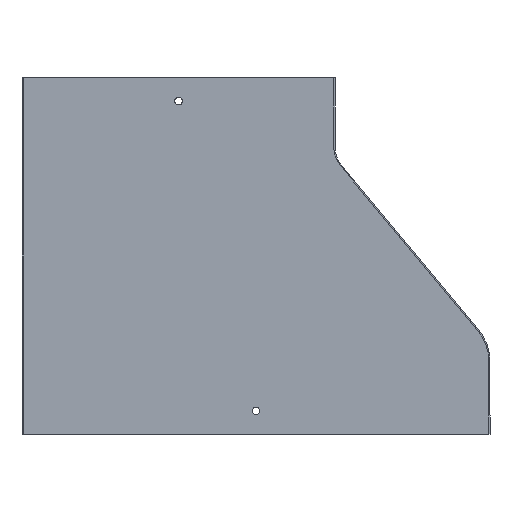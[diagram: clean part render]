
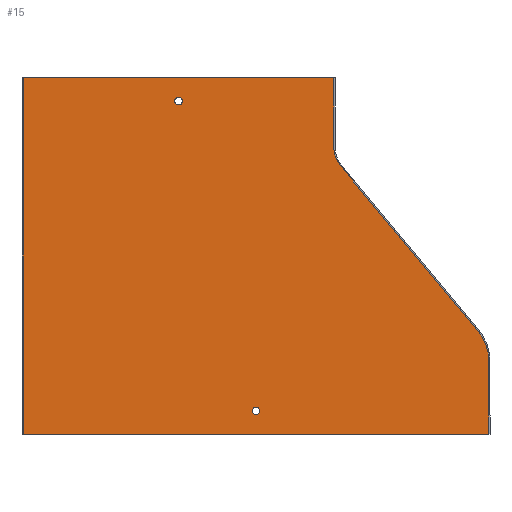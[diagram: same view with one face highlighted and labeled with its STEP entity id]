
A CAD part, front view. The second image highlights one B-rep face of the part: STEP entity #15.
In plain terms, the highlighted planar face has unit normal (0, -1, 0).
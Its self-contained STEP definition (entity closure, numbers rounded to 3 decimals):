
#15 = ADVANCED_FACE ( 'NONE', ( #576, #573, #579 ), #380, .F. ) ;
#55 = DIRECTION ( 'NONE',  ( 0., 0., 1. ) ) ;
#86 = DIRECTION ( 'NONE',  ( 1., 0., 0. ) ) ;
#89 = CARTESIAN_POINT ( 'NONE',  ( 302., 0., -230. ) ) ;
#94 = VERTEX_POINT ( 'NONE', #539 ) ;
#102 = CIRCLE ( 'NONE', #161, 2.5 ) ;
#103 = CIRCLE ( 'NONE', #160, 18.8 ) ;
#112 = VERTEX_POINT ( 'NONE', #525 ) ;
#122 = EDGE_CURVE ( 'NONE', #628, #626, #592, .T. ) ;
#134 = EDGE_CURVE ( 'NONE', #631, #627, #312, .T. ) ;
#135 = EDGE_CURVE ( 'NONE', #112, #112, #315, .T. ) ;
#136 = EDGE_CURVE ( 'NONE', #625, #630, #320, .T. ) ;
#138 = EDGE_CURVE ( 'NONE', #625, #632, #319, .T. ) ;
#139 = EDGE_CURVE ( 'NONE', #629, #631, #337, .T. ) ;
#160 = AXIS2_PLACEMENT_3D ( 'NONE', #493, #494, #495 ) ;
#161 = AXIS2_PLACEMENT_3D ( 'NONE', #485, #486, #487 ) ;
#165 = AXIS2_PLACEMENT_3D ( 'NONE', #350, #351, #55 ) ;
#166 = AXIS2_PLACEMENT_3D ( 'NONE', #183, #180, #182 ) ;
#174 = AXIS2_PLACEMENT_3D ( 'NONE', #357, #398, #378 ) ;
#180 = DIRECTION ( 'NONE',  ( 0., 1., 0. ) ) ;
#182 = DIRECTION ( 'NONE',  ( 0., 0., 1. ) ) ;
#183 = CARTESIAN_POINT ( 'NONE',  ( 270., 0., -182.965 ) ) ;
#202 = EDGE_CURVE ( 'NONE', #628, #630, #328, .T. ) ;
#203 = EDGE_CURVE ( 'NONE', #627, #626, #307, .T. ) ;
#260 = ORIENTED_EDGE ( 'NONE', *, *, #135, .F. ) ;
#261 = ORIENTED_EDGE ( 'NONE', *, *, #136, .T. ) ;
#262 = ORIENTED_EDGE ( 'NONE', *, *, #138, .F. ) ;
#263 = ORIENTED_EDGE ( 'NONE', *, *, #435, .F. ) ;
#264 = ORIENTED_EDGE ( 'NONE', *, *, #139, .F. ) ;
#265 = ORIENTED_EDGE ( 'NONE', *, *, #134, .F. ) ;
#266 = ORIENTED_EDGE ( 'NONE', *, *, #203, .F. ) ;
#267 = ORIENTED_EDGE ( 'NONE', *, *, #122, .T. ) ;
#268 = ORIENTED_EDGE ( 'NONE', *, *, #202, .F. ) ;
#269 = ORIENTED_EDGE ( 'NONE', *, *, #432, .F. ) ;
#289 = VECTOR ( 'NONE', #438, 1000. ) ;
#303 = VECTOR ( 'NONE', #454, 1000. ) ;
#305 = VECTOR ( 'NONE', #452, 1000. ) ;
#307 = LINE ( 'NONE', #446, #303 ) ;
#312 = CIRCLE ( 'NONE', #166, 31.2 ) ;
#315 = CIRCLE ( 'NONE', #165, 2.5 ) ;
#318 = VECTOR ( 'NONE', #702, 1000. ) ;
#319 = LINE ( 'NONE', #349, #289 ) ;
#320 = LINE ( 'NONE', #344, #318 ) ;
#323 = VECTOR ( 'NONE', #440, 1000. ) ;
#328 = LINE ( 'NONE', #441, #305 ) ;
#337 = LINE ( 'NONE', #439, #323 ) ;
#344 = CARTESIAN_POINT ( 'NONE',  ( 202., 0., 0. ) ) ;
#349 = CARTESIAN_POINT ( 'NONE',  ( 201.2, 0., -44.863 ) ) ;
#350 = CARTESIAN_POINT ( 'NONE',  ( 151., 0., -215. ) ) ;
#351 = DIRECTION ( 'NONE',  ( 0., -1., 0. ) ) ;
#357 = CARTESIAN_POINT ( 'NONE',  ( 220., 0., -44.863 ) ) ;
#378 = DIRECTION ( 'NONE',  ( 0., 0., 1. ) ) ;
#380 = PLANE ( 'NONE',  #174 ) ;
#398 = DIRECTION ( 'NONE',  ( 0., 1., 0. ) ) ;
#432 = EDGE_CURVE ( 'NONE', #94, #94, #102, .T. ) ;
#435 = EDGE_CURVE ( 'NONE', #632, #629, #103, .T. ) ;
#438 = DIRECTION ( 'NONE',  ( 0., 0., -1. ) ) ;
#439 = CARTESIAN_POINT ( 'NONE',  ( 205.557, 0., -56.898 ) ) ;
#440 = DIRECTION ( 'NONE',  ( 0.64, 0., -0.768 ) ) ;
#441 = CARTESIAN_POINT ( 'NONE',  ( 0.8, 0., -44.863 ) ) ;
#446 = CARTESIAN_POINT ( 'NONE',  ( 301.2, 0., -44.863 ) ) ;
#452 = DIRECTION ( 'NONE',  ( 0., 0., 1. ) ) ;
#454 = DIRECTION ( 'NONE',  ( 0., 0., -1. ) ) ;
#485 = CARTESIAN_POINT ( 'NONE',  ( 101., 0., -15. ) ) ;
#486 = DIRECTION ( 'NONE',  ( 0., -1., 0. ) ) ;
#487 = DIRECTION ( 'NONE',  ( 0., 0., 1. ) ) ;
#493 = CARTESIAN_POINT ( 'NONE',  ( 220., 0., -44.863 ) ) ;
#494 = DIRECTION ( 'NONE',  ( 0., -1., 0. ) ) ;
#495 = DIRECTION ( 'NONE',  ( 0., 0., 1. ) ) ;
#511 = CARTESIAN_POINT ( 'NONE',  ( 201.2, 0., 0. ) ) ;
#512 = CARTESIAN_POINT ( 'NONE',  ( 301.2, 0., -230. ) ) ;
#513 = CARTESIAN_POINT ( 'NONE',  ( 301.2, 0., -182.965 ) ) ;
#514 = CARTESIAN_POINT ( 'NONE',  ( 0.8, 0., -230. ) ) ;
#515 = CARTESIAN_POINT ( 'NONE',  ( 205.557, 0., -56.898 ) ) ;
#516 = CARTESIAN_POINT ( 'NONE',  ( 0.8, 0., 0. ) ) ;
#517 = CARTESIAN_POINT ( 'NONE',  ( 293.969, 0., -162.991 ) ) ;
#518 = CARTESIAN_POINT ( 'NONE',  ( 201.2, 0., -44.863 ) ) ;
#525 = CARTESIAN_POINT ( 'NONE',  ( 151., 0., -212.5 ) ) ;
#539 = CARTESIAN_POINT ( 'NONE',  ( 101., 0., -12.5 ) ) ;
#573 = FACE_OUTER_BOUND ( 'NONE', #659, .T. ) ;
#576 = FACE_BOUND ( 'NONE', #661, .T. ) ;
#579 = FACE_BOUND ( 'NONE', #652, .T. ) ;
#592 = LINE ( 'NONE', #89, #593 ) ;
#593 = VECTOR ( 'NONE', #86, 1000. ) ;
#625 = VERTEX_POINT ( 'NONE', #511 ) ;
#626 = VERTEX_POINT ( 'NONE', #512 ) ;
#627 = VERTEX_POINT ( 'NONE', #513 ) ;
#628 = VERTEX_POINT ( 'NONE', #514 ) ;
#629 = VERTEX_POINT ( 'NONE', #515 ) ;
#630 = VERTEX_POINT ( 'NONE', #516 ) ;
#631 = VERTEX_POINT ( 'NONE', #517 ) ;
#632 = VERTEX_POINT ( 'NONE', #518 ) ;
#652 = EDGE_LOOP ( 'NONE', ( #260 ) ) ;
#659 = EDGE_LOOP ( 'NONE', ( #268, #267, #266, #265, #264, #263, #262, #261 ) ) ;
#661 = EDGE_LOOP ( 'NONE', ( #269 ) ) ;
#702 = DIRECTION ( 'NONE',  ( -1., 0., 0. ) ) ;
